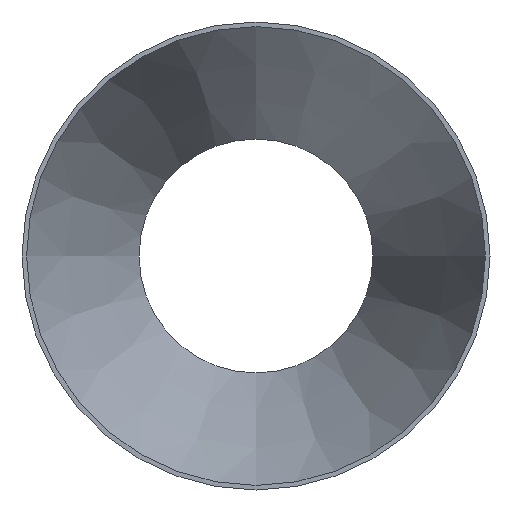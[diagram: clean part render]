
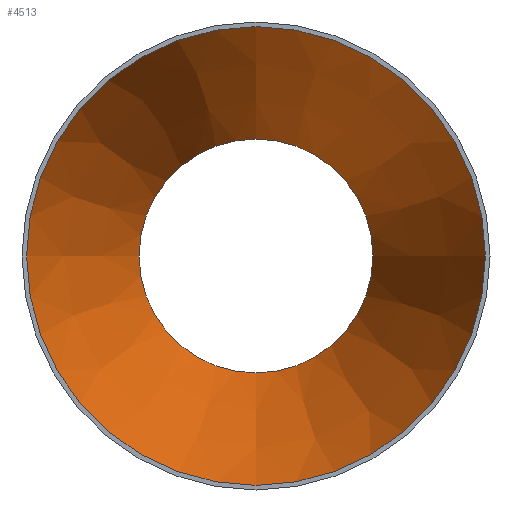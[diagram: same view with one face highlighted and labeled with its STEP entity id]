
A CAD part, front view. The second image highlights one B-rep face of the part: STEP entity #4513.
In plain terms, the highlighted conical face has half-angle 20.969 degrees and reference radius 158.737 mm.
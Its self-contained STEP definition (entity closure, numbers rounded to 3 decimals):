
#55 = DIRECTION ( 'NONE',  ( 0., -1., 0. ) ) ;
#1537 = EDGE_CURVE ( 'NONE', #11853, #11853, #4615, .T. ) ;
#3021 = CARTESIAN_POINT ( 'NONE',  ( 0., 203., 0. ) ) ;
#4513 = ADVANCED_FACE ( 'NONE', ( #38215, #22010 ), #20840, .F. ) ;
#4615 = CIRCLE ( 'NONE', #30494, 158.737 ) ;
#6344 = DIRECTION ( 'NONE',  ( 0., -1., 0. ) ) ;
#8237 = VERTEX_POINT ( 'NONE', #21250 ) ;
#9203 = DIRECTION ( 'NONE',  ( 0., 0., -1. ) ) ;
#11853 = VERTEX_POINT ( 'NONE', #31462 ) ;
#12532 = DIRECTION ( 'NONE',  ( 0., 0., -1. ) ) ;
#12934 = CIRCLE ( 'NONE', #39518, 80.937 ) ;
#14262 = ORIENTED_EDGE ( 'NONE', *, *, #1537, .T. ) ;
#16019 = DIRECTION ( 'NONE',  ( 0., -1., 0. ) ) ;
#16391 = EDGE_LOOP ( 'NONE', ( #14262 ) ) ;
#20840 = CONICAL_SURFACE ( 'NONE', #30371, 158.737, 0.366 ) ;
#21250 = CARTESIAN_POINT ( 'NONE',  ( 0., 203., -80.937 ) ) ;
#22010 = FACE_OUTER_BOUND ( 'NONE', #16391, .T. ) ;
#25377 = ORIENTED_EDGE ( 'NONE', *, *, #35682, .F. ) ;
#30371 = AXIS2_PLACEMENT_3D ( 'NONE', #35427, #16019, #9203 ) ;
#30494 = AXIS2_PLACEMENT_3D ( 'NONE', #35558, #6344, #12532 ) ;
#31462 = CARTESIAN_POINT ( 'NONE',  ( 0., 0., -158.737 ) ) ;
#34420 = DIRECTION ( 'NONE',  ( 0., 0., -1. ) ) ;
#35427 = CARTESIAN_POINT ( 'NONE',  ( 0., 0., 0. ) ) ;
#35558 = CARTESIAN_POINT ( 'NONE',  ( 0., 0., 0. ) ) ;
#35682 = EDGE_CURVE ( 'NONE', #8237, #8237, #12934, .T. ) ;
#38215 = FACE_BOUND ( 'NONE', #38622, .T. ) ;
#38622 = EDGE_LOOP ( 'NONE', ( #25377 ) ) ;
#39518 = AXIS2_PLACEMENT_3D ( 'NONE', #3021, #55, #34420 ) ;
